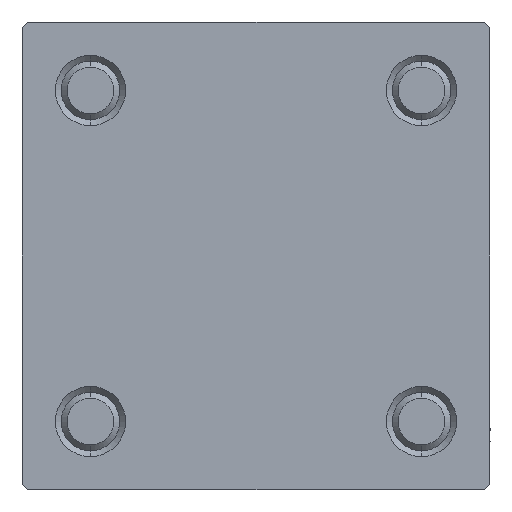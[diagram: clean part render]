
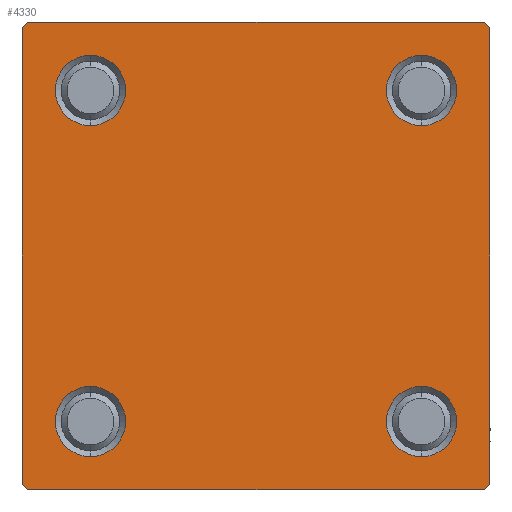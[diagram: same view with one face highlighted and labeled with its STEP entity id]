
A CAD part, left-side view. The second image highlights one B-rep face of the part: STEP entity #4330.
In plain terms, the highlighted planar face has unit normal (-1, 0, 0).
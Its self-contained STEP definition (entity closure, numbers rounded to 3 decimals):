
#40 = EDGE_LOOP ( 'NONE', ( #7049, #7840 ) ) ;
#75 = CIRCLE ( 'NONE', #16117, 3. ) ;
#345 = DIRECTION ( 'NONE',  ( 1., 0., 0. ) ) ;
#446 = CARTESIAN_POINT ( 'NONE',  ( 0., 14.15, -14.15 ) ) ;
#773 = DIRECTION ( 'NONE',  ( 1., 0., 0. ) ) ;
#1243 = CARTESIAN_POINT ( 'NONE',  ( 0., 20., 20. ) ) ;
#1638 = VECTOR ( 'NONE', #7695, 1000. ) ;
#2061 = AXIS2_PLACEMENT_3D ( 'NONE', #10511, #40221, #6238 ) ;
#2177 = VERTEX_POINT ( 'NONE', #47649 ) ;
#2571 = ORIENTED_EDGE ( 'NONE', *, *, #6438, .T. ) ;
#3079 = ORIENTED_EDGE ( 'NONE', *, *, #27332, .T. ) ;
#3178 = EDGE_CURVE ( 'NONE', #38188, #49709, #7282, .T. ) ;
#3276 = LINE ( 'NONE', #18625, #9791 ) ;
#3392 = VERTEX_POINT ( 'NONE', #13849 ) ;
#3513 = CARTESIAN_POINT ( 'NONE',  ( 0., 20., 20. ) ) ;
#3987 = EDGE_CURVE ( 'NONE', #49709, #38188, #26587, .T. ) ;
#4330 = ADVANCED_FACE ( 'NONE', ( #44378, #13406, #40354, #13653, #6620 ), #48410, .T. ) ;
#4370 = DIRECTION ( 'NONE',  ( 0., 0., 1. ) ) ;
#4550 = CIRCLE ( 'NONE', #43970, 3. ) ;
#4628 = DIRECTION ( 'NONE',  ( 0., 0., -1. ) ) ;
#5091 = CARTESIAN_POINT ( 'NONE',  ( 0., -14.15, -11.15 ) ) ;
#5510 = CARTESIAN_POINT ( 'NONE',  ( 0., -19.75, -19.75 ) ) ;
#5697 = AXIS2_PLACEMENT_3D ( 'NONE', #17934, #33297, #9627 ) ;
#6073 = CIRCLE ( 'NONE', #26958, 3. ) ;
#6238 = DIRECTION ( 'NONE',  ( 0., 0., 1. ) ) ;
#6249 = ORIENTED_EDGE ( 'NONE', *, *, #23552, .T. ) ;
#6438 = EDGE_CURVE ( 'NONE', #39978, #47585, #3276, .T. ) ;
#6620 = FACE_OUTER_BOUND ( 'NONE', #21512, .T. ) ;
#6861 = VERTEX_POINT ( 'NONE', #31917 ) ;
#7049 = ORIENTED_EDGE ( 'NONE', *, *, #47859, .T. ) ;
#7282 = CIRCLE ( 'NONE', #49077, 3. ) ;
#7695 = DIRECTION ( 'NONE',  ( 0., 0.707, -0.707 ) ) ;
#7840 = ORIENTED_EDGE ( 'NONE', *, *, #16181, .T. ) ;
#8154 = EDGE_LOOP ( 'NONE', ( #28201, #11360 ) ) ;
#8791 = DIRECTION ( 'NONE',  ( 0., 0., -1. ) ) ;
#9627 = DIRECTION ( 'NONE',  ( 0., 0., 1. ) ) ;
#9791 = VECTOR ( 'NONE', #14844, 1000. ) ;
#10333 = ORIENTED_EDGE ( 'NONE', *, *, #32157, .T. ) ;
#10511 = CARTESIAN_POINT ( 'NONE',  ( 0., 14.15, -14.15 ) ) ;
#10533 = DIRECTION ( 'NONE',  ( 1., 0., 0. ) ) ;
#10810 = CARTESIAN_POINT ( 'NONE',  ( 0., 14.15, 11.15 ) ) ;
#11045 = DIRECTION ( 'NONE',  ( 0., 0., 1. ) ) ;
#11053 = AXIS2_PLACEMENT_3D ( 'NONE', #32931, #10533, #17828 ) ;
#11166 = CARTESIAN_POINT ( 'NONE',  ( 0., 19.5, 20. ) ) ;
#11360 = ORIENTED_EDGE ( 'NONE', *, *, #3987, .T. ) ;
#11455 = ORIENTED_EDGE ( 'NONE', *, *, #33205, .T. ) ;
#11506 = EDGE_LOOP ( 'NONE', ( #49684, #3079 ) ) ;
#11535 = DIRECTION ( 'NONE',  ( 1., 0., 0. ) ) ;
#11707 = CIRCLE ( 'NONE', #2061, 3. ) ;
#12759 = CARTESIAN_POINT ( 'NONE',  ( 0., -14.15, 14.15 ) ) ;
#12813 = DIRECTION ( 'NONE',  ( 0., -0.707, 0.707 ) ) ;
#13406 = FACE_BOUND ( 'NONE', #11506, .T. ) ;
#13653 = FACE_BOUND ( 'NONE', #8154, .T. ) ;
#13719 = ORIENTED_EDGE ( 'NONE', *, *, #19880, .T. ) ;
#13849 = CARTESIAN_POINT ( 'NONE',  ( 0., -14.15, 11.15 ) ) ;
#14731 = CARTESIAN_POINT ( 'NONE',  ( 0., 19.75, 19.75 ) ) ;
#14844 = DIRECTION ( 'NONE',  ( 0., -1., 0. ) ) ;
#15929 = CARTESIAN_POINT ( 'NONE',  ( 0., 14.15, 14.15 ) ) ;
#16117 = AXIS2_PLACEMENT_3D ( 'NONE', #12759, #43227, #36421 ) ;
#16181 = EDGE_CURVE ( 'NONE', #44559, #16797, #11707, .T. ) ;
#16377 = DIRECTION ( 'NONE',  ( 0., 0., 1. ) ) ;
#16520 = DIRECTION ( 'NONE',  ( 0., 0., 1. ) ) ;
#16584 = LINE ( 'NONE', #5510, #38228 ) ;
#16797 = VERTEX_POINT ( 'NONE', #48660 ) ;
#17828 = DIRECTION ( 'NONE',  ( 0., 0., 1. ) ) ;
#17934 = CARTESIAN_POINT ( 'NONE',  ( 0., 0., 0. ) ) ;
#18314 = VERTEX_POINT ( 'NONE', #31012 ) ;
#18625 = CARTESIAN_POINT ( 'NONE',  ( 0., 20., -20. ) ) ;
#19542 = EDGE_CURVE ( 'NONE', #44191, #39978, #40826, .T. ) ;
#19731 = LINE ( 'NONE', #34355, #33853 ) ;
#19880 = EDGE_CURVE ( 'NONE', #47585, #18314, #16584, .T. ) ;
#20792 = DIRECTION ( 'NONE',  ( 1., 0., 0. ) ) ;
#21512 = EDGE_LOOP ( 'NONE', ( #23620, #32397, #2571, #13719, #34408, #29405, #49755, #10333 ) ) ;
#22626 = DIRECTION ( 'NONE',  ( 0., 0.707, 0.707 ) ) ;
#23552 = EDGE_CURVE ( 'NONE', #3392, #2177, #43166, .T. ) ;
#23620 = ORIENTED_EDGE ( 'NONE', *, *, #32911, .T. ) ;
#24639 = VERTEX_POINT ( 'NONE', #37665 ) ;
#25155 = EDGE_CURVE ( 'NONE', #32769, #24639, #48859, .T. ) ;
#25244 = CARTESIAN_POINT ( 'NONE',  ( 0., 14.15, -17.15 ) ) ;
#25716 = DIRECTION ( 'NONE',  ( 0., -0.707, -0.707 ) ) ;
#25845 = LINE ( 'NONE', #14731, #1638 ) ;
#26587 = CIRCLE ( 'NONE', #33010, 3. ) ;
#26958 = AXIS2_PLACEMENT_3D ( 'NONE', #446, #11535, #34683 ) ;
#27147 = AXIS2_PLACEMENT_3D ( 'NONE', #40330, #30168, #11045 ) ;
#27332 = EDGE_CURVE ( 'NONE', #24639, #32769, #4550, .T. ) ;
#27753 = VECTOR ( 'NONE', #25716, 1000. ) ;
#28090 = CARTESIAN_POINT ( 'NONE',  ( 0., -14.15, -14.15 ) ) ;
#28201 = ORIENTED_EDGE ( 'NONE', *, *, #3178, .T. ) ;
#28958 = VECTOR ( 'NONE', #8791, 1000. ) ;
#29405 = ORIENTED_EDGE ( 'NONE', *, *, #49671, .T. ) ;
#29759 = EDGE_LOOP ( 'NONE', ( #11455, #6249 ) ) ;
#30140 = CARTESIAN_POINT ( 'NONE',  ( 0., 14.15, 17.15 ) ) ;
#30168 = DIRECTION ( 'NONE',  ( 1., 0., 0. ) ) ;
#31012 = CARTESIAN_POINT ( 'NONE',  ( 0., -20., -19.5 ) ) ;
#31739 = CARTESIAN_POINT ( 'NONE',  ( 0., 14.15, 14.15 ) ) ;
#31917 = CARTESIAN_POINT ( 'NONE',  ( 0., -19.5, 20. ) ) ;
#32157 = EDGE_CURVE ( 'NONE', #43616, #45674, #25845, .T. ) ;
#32311 = CARTESIAN_POINT ( 'NONE',  ( 0., 20., 19.5 ) ) ;
#32397 = ORIENTED_EDGE ( 'NONE', *, *, #19542, .T. ) ;
#32769 = VERTEX_POINT ( 'NONE', #5091 ) ;
#32911 = EDGE_CURVE ( 'NONE', #45674, #44191, #44285, .T. ) ;
#32931 = CARTESIAN_POINT ( 'NONE',  ( 0., -14.15, 14.15 ) ) ;
#33010 = AXIS2_PLACEMENT_3D ( 'NONE', #15929, #345, #4370 ) ;
#33205 = EDGE_CURVE ( 'NONE', #2177, #3392, #75, .T. ) ;
#33297 = DIRECTION ( 'NONE',  ( -1., 0., 0. ) ) ;
#33853 = VECTOR ( 'NONE', #4628, 1000. ) ;
#33966 = LINE ( 'NONE', #3513, #37099 ) ;
#34355 = CARTESIAN_POINT ( 'NONE',  ( 0., -20., 20. ) ) ;
#34408 = ORIENTED_EDGE ( 'NONE', *, *, #38538, .F. ) ;
#34683 = DIRECTION ( 'NONE',  ( 0., 0., 1. ) ) ;
#36421 = DIRECTION ( 'NONE',  ( 0., 0., 1. ) ) ;
#36982 = CARTESIAN_POINT ( 'NONE',  ( 0., 19.5, -20. ) ) ;
#36997 = CARTESIAN_POINT ( 'NONE',  ( 0., -19.75, 19.75 ) ) ;
#37099 = VECTOR ( 'NONE', #37513, 1000. ) ;
#37513 = DIRECTION ( 'NONE',  ( 0., -1., 0. ) ) ;
#37665 = CARTESIAN_POINT ( 'NONE',  ( 0., -14.15, -17.15 ) ) ;
#38026 = EDGE_CURVE ( 'NONE', #43616, #6861, #33966, .T. ) ;
#38188 = VERTEX_POINT ( 'NONE', #30140 ) ;
#38228 = VECTOR ( 'NONE', #12813, 1000. ) ;
#38538 = EDGE_CURVE ( 'NONE', #45167, #18314, #19731, .T. ) ;
#39978 = VERTEX_POINT ( 'NONE', #36982 ) ;
#40209 = CARTESIAN_POINT ( 'NONE',  ( 0., 20., -19.5 ) ) ;
#40221 = DIRECTION ( 'NONE',  ( 1., 0., 0. ) ) ;
#40330 = CARTESIAN_POINT ( 'NONE',  ( 0., -14.15, -14.15 ) ) ;
#40354 = FACE_BOUND ( 'NONE', #40, .T. ) ;
#40826 = LINE ( 'NONE', #44844, #27753 ) ;
#41461 = CARTESIAN_POINT ( 'NONE',  ( 0., -19.5, -20. ) ) ;
#43166 = CIRCLE ( 'NONE', #11053, 3. ) ;
#43227 = DIRECTION ( 'NONE',  ( 1., 0., 0. ) ) ;
#43616 = VERTEX_POINT ( 'NONE', #11166 ) ;
#43759 = VECTOR ( 'NONE', #22626, 1000. ) ;
#43970 = AXIS2_PLACEMENT_3D ( 'NONE', #28090, #20792, #16520 ) ;
#44191 = VERTEX_POINT ( 'NONE', #40209 ) ;
#44285 = LINE ( 'NONE', #1243, #28958 ) ;
#44378 = FACE_BOUND ( 'NONE', #29759, .T. ) ;
#44559 = VERTEX_POINT ( 'NONE', #25244 ) ;
#44844 = CARTESIAN_POINT ( 'NONE',  ( 0., 19.75, -19.75 ) ) ;
#45167 = VERTEX_POINT ( 'NONE', #47864 ) ;
#45542 = LINE ( 'NONE', #36997, #43759 ) ;
#45674 = VERTEX_POINT ( 'NONE', #32311 ) ;
#47585 = VERTEX_POINT ( 'NONE', #41461 ) ;
#47649 = CARTESIAN_POINT ( 'NONE',  ( 0., -14.15, 17.15 ) ) ;
#47859 = EDGE_CURVE ( 'NONE', #16797, #44559, #6073, .T. ) ;
#47864 = CARTESIAN_POINT ( 'NONE',  ( 0., -20., 19.5 ) ) ;
#48410 = PLANE ( 'NONE',  #5697 ) ;
#48660 = CARTESIAN_POINT ( 'NONE',  ( 0., 14.15, -11.15 ) ) ;
#48859 = CIRCLE ( 'NONE', #27147, 3. ) ;
#49077 = AXIS2_PLACEMENT_3D ( 'NONE', #31739, #773, #16377 ) ;
#49671 = EDGE_CURVE ( 'NONE', #45167, #6861, #45542, .T. ) ;
#49684 = ORIENTED_EDGE ( 'NONE', *, *, #25155, .T. ) ;
#49709 = VERTEX_POINT ( 'NONE', #10810 ) ;
#49755 = ORIENTED_EDGE ( 'NONE', *, *, #38026, .F. ) ;
